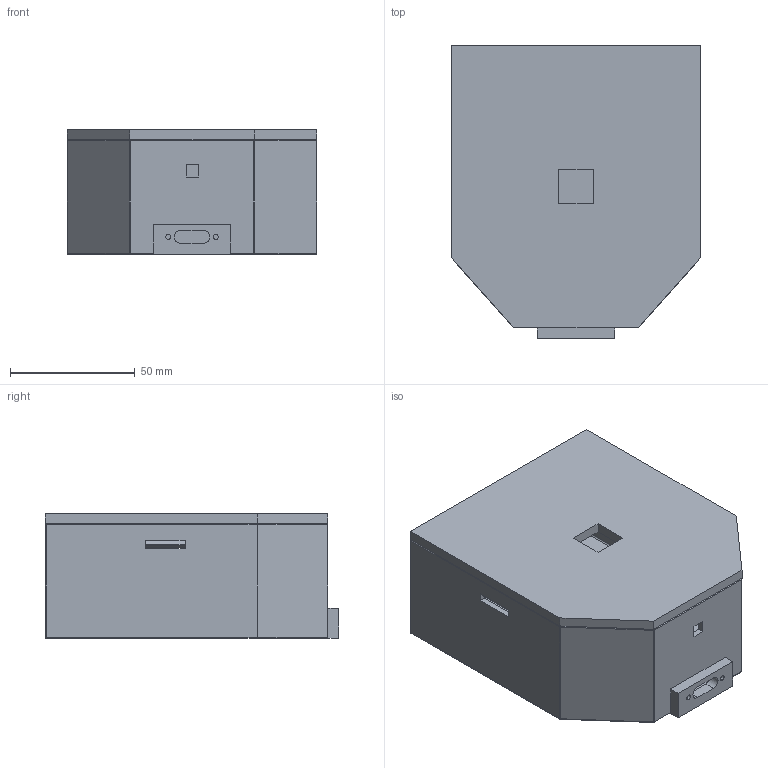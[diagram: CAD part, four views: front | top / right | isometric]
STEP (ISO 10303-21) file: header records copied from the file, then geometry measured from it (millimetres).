
FILE_DESCRIPTION (( 'STEP AP214' ), '1' );
FILE_NAME ('assemblage bloc maître et couvercle finit.STEP', '2017-06-24T23:10:05', ( 'babas' ), ( 'WORLDCOMPANY' ), 'SwSTEP 2.0', 'SolidWorks 2015', '' );
FILE_SCHEMA (( 'AUTOMOTIVE_DESIGN' ));
Length unit declared in the file: millimetre
Products named in the file (3): bloc maître; assemblage bloc maître et couvercle finit; couvercle bloc maître
Assembly tree (2 placements, depth 2):
  assemblage bloc maître et couvercle finit
    bloc maître
    couvercle bloc maître
Bounding box: 100 x 117.5 x 50 mm (x, y, z)
Volume: 120609 mm3; surface area: 83273.7 mm2
Topology: 3 solids, 3 shells, 268 faces, 654 edges, 377 vertices
Faces by surface type: cylinder 103, plane 103, sphere 31, torus 29, bspline 2
Entity records: 7782 total; most frequent: DIRECTION 1423, CARTESIAN_POINT 1324, ORIENTED_EDGE 1260, EDGE_CURVE 630, AXIS2_PLACEMENT_3D 526, VERTEX_POINT 375, VECTOR 371, LINE 371
